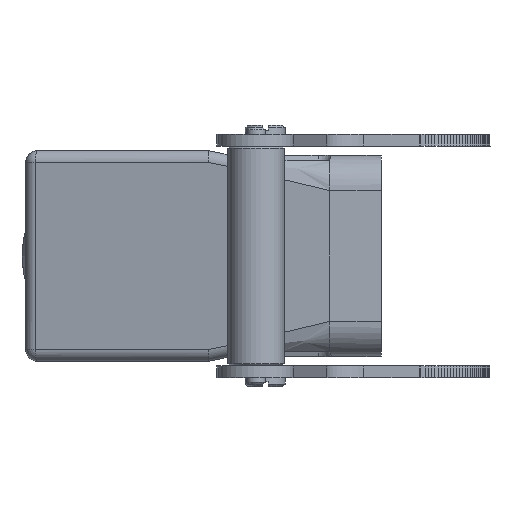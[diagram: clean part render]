
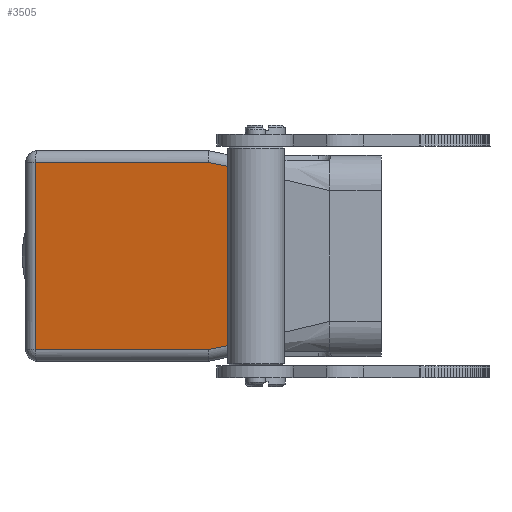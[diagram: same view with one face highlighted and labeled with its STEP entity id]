
A CAD part, left-side view. The second image highlights one B-rep face of the part: STEP entity #3505.
In plain terms, the highlighted planar face has unit normal (-0.982, 0.191, 0).
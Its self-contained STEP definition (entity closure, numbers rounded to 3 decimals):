
#616=LINE('',#20909,#1540);
#633=LINE('',#21276,#1557);
#665=LINE('',#21558,#1589);
#666=LINE('',#21567,#1590);
#667=LINE('',#21569,#1591);
#668=LINE('',#21571,#1592);
#1540=VECTOR('',#13520,1.);
#1557=VECTOR('',#13623,1.);
#1589=VECTOR('',#13793,1.);
#1590=VECTOR('',#13796,1.);
#1591=VECTOR('',#13797,1.);
#1592=VECTOR('',#13798,1.);
#2520=PLANE('',#11896);
#3505=ADVANCED_FACE('NONE',(#4153),#2520,.T.);
#4153=FACE_OUTER_BOUND('',#4790,.T.);
#4790=EDGE_LOOP('',(#6437,#6438,#6439,#6440,#6441,#6442));
#6437=ORIENTED_EDGE('',*,*,#10245,.F.);
#6438=ORIENTED_EDGE('',*,*,#10319,.T.);
#6439=ORIENTED_EDGE('',*,*,#10320,.T.);
#6440=ORIENTED_EDGE('',*,*,#10321,.T.);
#6441=ORIENTED_EDGE('',*,*,#10317,.T.);
#6442=ORIENTED_EDGE('',*,*,#10190,.F.);
#8974=VERTEX_POINT('',#20833);
#8975=VERTEX_POINT('',#20908);
#9002=VERTEX_POINT('',#21275);
#9032=VERTEX_POINT('',#21559);
#9033=VERTEX_POINT('',#21568);
#9034=VERTEX_POINT('',#21570);
#10190=EDGE_CURVE('NONE',#8975,#8974,#616,.T.);
#10245=EDGE_CURVE('NONE',#9002,#8975,#633,.T.);
#10317=EDGE_CURVE('NONE',#9032,#8974,#665,.T.);
#10319=EDGE_CURVE('NONE',#9002,#9033,#666,.T.);
#10320=EDGE_CURVE('NONE',#9033,#9034,#667,.T.);
#10321=EDGE_CURVE('NONE',#9034,#9032,#668,.T.);
#11896=AXIS2_PLACEMENT_3D('',#21572,#13799,#13800);
#13520=DIRECTION('',(0.,0.,-1.));
#13623=DIRECTION('',(-0.187,-0.963,-0.193));
#13793=DIRECTION('',(-0.187,-0.963,0.193));
#13796=DIRECTION('',(0.191,0.982,0.));
#13797=DIRECTION('',(0.,0.,-1.));
#13798=DIRECTION('',(-0.191,-0.982,0.));
#13799=DIRECTION('',(-0.982,0.191,0.));
#13800=DIRECTION('',(-0.191,-0.982,0.));
#20833=CARTESIAN_POINT('',(-58.002,-0.001,-19.001));
#20908=CARTESIAN_POINT('',(-58.002,-0.001,19.003));
#20909=CARTESIAN_POINT('',(-58.002,-0.001,19.76));
#21275=CARTESIAN_POINT('',(-57.035,4.972,20.));
#21276=CARTESIAN_POINT('',(-52.886,26.324,24.27));
#21558=CARTESIAN_POINT('',(-52.885,26.324,-24.268));
#21559=CARTESIAN_POINT('',(-57.033,4.985,-20.));
#21567=CARTESIAN_POINT('',(-57.03,5.,20.));
#21568=CARTESIAN_POINT('',(-49.843,41.977,20.));
#21569=CARTESIAN_POINT('',(-49.843,41.977,-20.8));
#21570=CARTESIAN_POINT('',(-49.843,41.977,-20.));
#21571=CARTESIAN_POINT('',(-57.073,4.778,-20.));
#21572=CARTESIAN_POINT('',(-49.68,42.817,-20.8));
